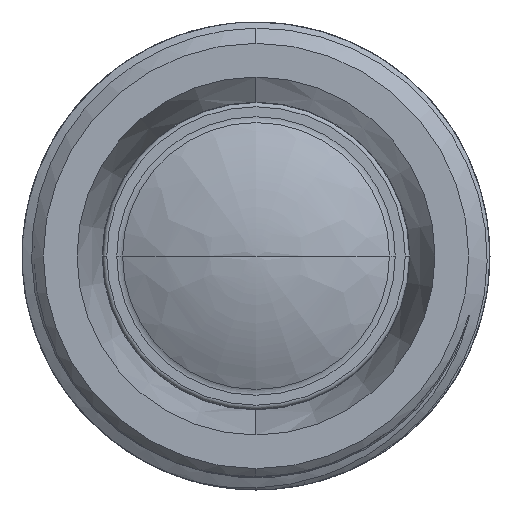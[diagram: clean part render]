
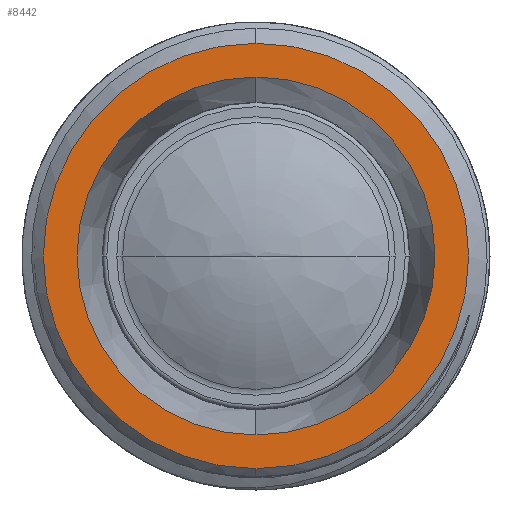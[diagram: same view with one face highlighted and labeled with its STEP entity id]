
A CAD part, left-side view. The second image highlights one B-rep face of the part: STEP entity #8442.
In plain terms, the highlighted face is planar.
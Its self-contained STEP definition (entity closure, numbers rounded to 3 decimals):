
#577 = AXIS2_PLACEMENT_3D ( 'NONE', #9786, #15675, #8187 ) ;
#689 = EDGE_LOOP ( 'NONE', ( #3671, #8553 ) ) ;
#855 = CARTESIAN_POINT ( 'NONE',  ( 0., 0., 0. ) ) ;
#868 = AXIS2_PLACEMENT_3D ( 'NONE', #10322, #2967, #16103 ) ;
#913 = ORIENTED_EDGE ( 'NONE', *, *, #11031, .F. ) ;
#1429 = CIRCLE ( 'NONE', #577, 4.207 ) ;
#1690 = PLANE ( 'NONE',  #4550 ) ;
#2967 = DIRECTION ( 'NONE',  ( 0., 0., -1. ) ) ;
#2993 = CIRCLE ( 'NONE', #14742, 5. ) ;
#3391 = CARTESIAN_POINT ( 'NONE',  ( 0., 5., 0. ) ) ;
#3671 = ORIENTED_EDGE ( 'NONE', *, *, #3673, .T. ) ;
#3673 = EDGE_CURVE ( 'NONE', #5058, #7358, #1429, .T. ) ;
#4550 = AXIS2_PLACEMENT_3D ( 'NONE', #7595, #18105, #16570 ) ;
#5058 = VERTEX_POINT ( 'NONE', #11924 ) ;
#5300 = EDGE_LOOP ( 'NONE', ( #913, #8942 ) ) ;
#5307 = FACE_BOUND ( 'NONE', #689, .T. ) ;
#5775 = FACE_OUTER_BOUND ( 'NONE', #5300, .T. ) ;
#5865 = CARTESIAN_POINT ( 'NONE',  ( 0., -5., 0. ) ) ;
#6884 = AXIS2_PLACEMENT_3D ( 'NONE', #855, #15780, #9957 ) ;
#7358 = VERTEX_POINT ( 'NONE', #17112 ) ;
#7595 = CARTESIAN_POINT ( 'NONE',  ( 0., 0., 0. ) ) ;
#8187 = DIRECTION ( 'NONE',  ( 0., 1., 0. ) ) ;
#8442 = ADVANCED_FACE ( 'NONE', ( #5775, #5307 ), #1690, .T. ) ;
#8553 = ORIENTED_EDGE ( 'NONE', *, *, #8595, .T. ) ;
#8595 = EDGE_CURVE ( 'NONE', #7358, #5058, #17680, .T. ) ;
#8942 = ORIENTED_EDGE ( 'NONE', *, *, #12524, .F. ) ;
#9786 = CARTESIAN_POINT ( 'NONE',  ( 0., 0., 0. ) ) ;
#9957 = DIRECTION ( 'NONE',  ( 0., -1., 0. ) ) ;
#10086 = CIRCLE ( 'NONE', #868, 5. ) ;
#10322 = CARTESIAN_POINT ( 'NONE',  ( 0., 0., 0. ) ) ;
#11031 = EDGE_CURVE ( 'NONE', #13764, #14723, #2993, .T. ) ;
#11054 = CARTESIAN_POINT ( 'NONE',  ( 0., 0., 0. ) ) ;
#11924 = CARTESIAN_POINT ( 'NONE',  ( 0., 4.207, 0. ) ) ;
#12524 = EDGE_CURVE ( 'NONE', #14723, #13764, #10086, .T. ) ;
#13764 = VERTEX_POINT ( 'NONE', #5865 ) ;
#14004 = DIRECTION ( 'NONE',  ( 0., -1., 0. ) ) ;
#14723 = VERTEX_POINT ( 'NONE', #3391 ) ;
#14742 = AXIS2_PLACEMENT_3D ( 'NONE', #11054, #18687, #14004 ) ;
#15675 = DIRECTION ( 'NONE',  ( 0., 0., -1. ) ) ;
#15780 = DIRECTION ( 'NONE',  ( 0., 0., -1. ) ) ;
#16103 = DIRECTION ( 'NONE',  ( 0., 1., 0. ) ) ;
#16570 = DIRECTION ( 'NONE',  ( 1., 0., 0. ) ) ;
#17112 = CARTESIAN_POINT ( 'NONE',  ( 0., -4.207, 0. ) ) ;
#17680 = CIRCLE ( 'NONE', #6884, 4.207 ) ;
#18105 = DIRECTION ( 'NONE',  ( 0., 0., 1. ) ) ;
#18687 = DIRECTION ( 'NONE',  ( 0., 0., -1. ) ) ;
